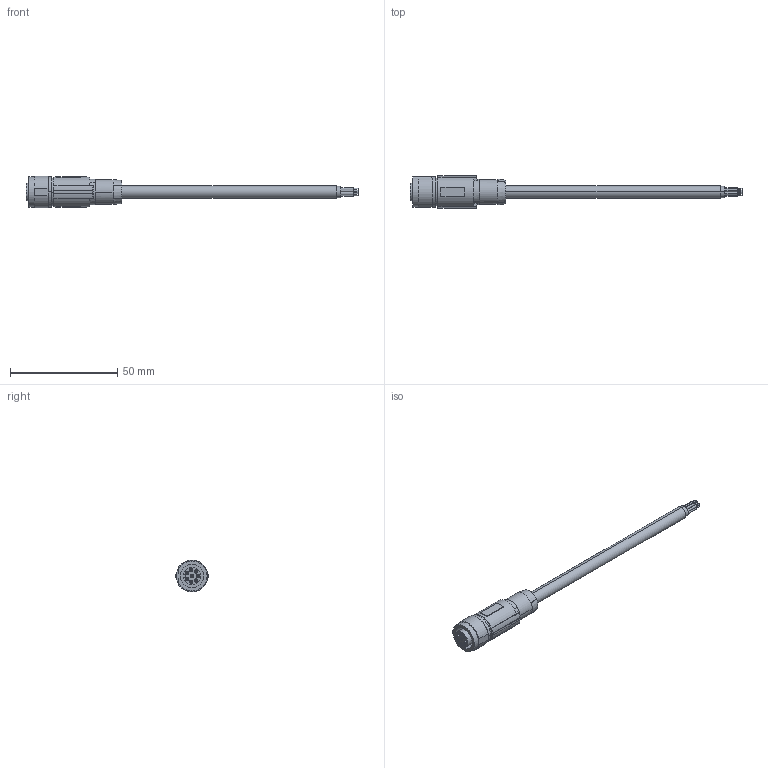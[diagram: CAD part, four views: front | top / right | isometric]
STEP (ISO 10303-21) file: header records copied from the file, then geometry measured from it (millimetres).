
FILE_DESCRIPTION(('SolidDesigner STEP Export'),'2;1');
FILE_NAME('1406083_SAC_8P_2.0_542_FS_SH_SCO_BK-select.stp','2013-06-27T15:07:15',(''),(''),'Creo Elements/Direct Modeling STEP processor for AP214 (Solid Model)','Creo Elements/Direct Modeling 18.1 06-May-2012 (C) Parametric Technology GmbH','');
FILE_SCHEMA(('AUTOMOTIVE_DESIGN { 1 0 10303 214 1 1 1 1 }'));
Length unit declared in the file: millimetre
Products named in the file (1): 1406083_SAC_8P_2.0_542_FS_SH_SCO_BK-select
Bounding box: 154.5 x 15 x 14.79 mm (x, y, z)
Volume: 8684.6 mm3; surface area: 5075.9 mm2
Topology: 1 solids, 1 shells, 191 faces, 431 edges, 284 vertices
Faces by surface type: cylinder 87, plane 84, cone 20
Entity records: 7182 total; most frequent: CARTESIAN_POINT 1578, ORIENTED_EDGE 862, DIRECTION 795, EDGE_CURVE 431, AXIS2_PLACEMENT_3D 308, VERTEX_POINT 284, EDGE_LOOP 233, COLOUR_RGB 192
